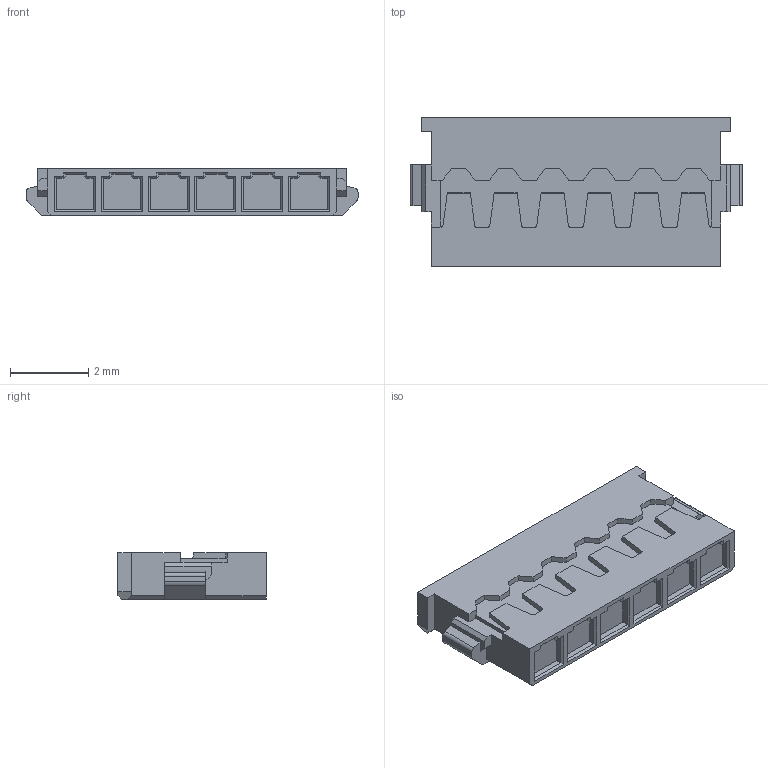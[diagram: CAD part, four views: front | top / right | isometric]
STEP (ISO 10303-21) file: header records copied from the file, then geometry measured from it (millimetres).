
FILE_DESCRIPTION(('CoCreate Modeling STEP Export'),'2;1');
FILE_NAME('WB1201(H)-H006X.stp','2021-09-18T 9:10:41',(''),(''),'CoCreate Modeling STEP processor for AP214 (Solid Model)','CoCreate Modeling 16.00 13-May-2008 (C) Parametric Technology GmbH','');
FILE_SCHEMA(('AUTOMOTIVE_DESIGN { 1 0 10303 214 1 1 1 1 }'));
Length unit declared in the file: millimetre
Products named in the file (1): WB1201(H)-H006X
Bounding box: 8.5 x 3.8 x 1.2 mm (x, y, z)
Volume: 30.9 mm3; surface area: 104.5 mm2
Topology: 1 solids, 1 shells, 273 faces, 733 edges, 468 vertices
Faces by surface type: plane 257, cylinder 16
Entity records: 8228 total; most frequent: ORIENTED_EDGE 1466, CARTESIAN_POINT 1454, DIRECTION 1279, EDGE_CURVE 733, VECTOR 693, LINE 693, VERTEX_POINT 468, AXIS2_PLACEMENT_3D 293
